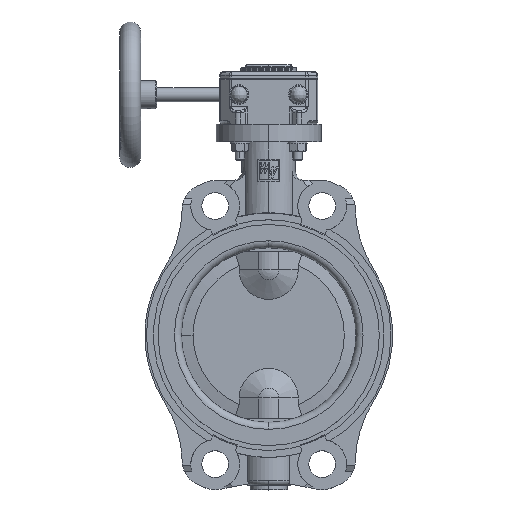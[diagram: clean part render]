
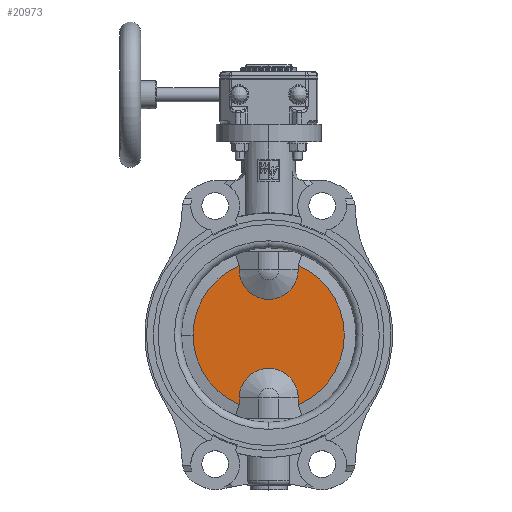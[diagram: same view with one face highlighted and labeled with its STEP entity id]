
A CAD part, top view. The second image highlights one B-rep face of the part: STEP entity #20973.
In plain terms, the highlighted planar face has unit normal (0, 0, 1).
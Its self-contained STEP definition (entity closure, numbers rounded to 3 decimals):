
#923 = EDGE_CURVE ( 'NONE', #40683, #40227, #51881, .T. ) ;
#2872 = EDGE_CURVE ( 'NONE', #68459, #11859, #91171, .T. ) ;
#6366 = CARTESIAN_POINT ( 'NONE',  ( -25.34, 56., 5. ) ) ;
#7197 = ORIENTED_EDGE ( 'NONE', *, *, #923, .T. ) ;
#8387 = CARTESIAN_POINT ( 'NONE',  ( -25.34, 0., 5. ) ) ;
#10515 = CARTESIAN_POINT ( 'NONE',  ( 0., 56., 5. ) ) ;
#11842 = CARTESIAN_POINT ( 'NONE',  ( -25.34, -59.81, 5. ) ) ;
#11859 = VERTEX_POINT ( 'NONE', #76275 ) ;
#15782 = DIRECTION ( 'NONE',  ( 0., 0., 1. ) ) ;
#16655 = AXIS2_PLACEMENT_3D ( 'NONE', #46520, #15782, #33597 ) ;
#17690 = CIRCLE ( 'NONE', #33003, 25.34 ) ;
#19184 = VERTEX_POINT ( 'NONE', #21919 ) ;
#20319 = ORIENTED_EDGE ( 'NONE', *, *, #76809, .F. ) ;
#20973 = ADVANCED_FACE ( 'NONE', ( #44487 ), #30898, .F. ) ;
#21919 = CARTESIAN_POINT ( 'NONE',  ( -64.956, 0., 5. ) ) ;
#22271 = CARTESIAN_POINT ( 'NONE',  ( 25.34, 0., 5. ) ) ;
#23071 = CARTESIAN_POINT ( 'NONE',  ( 25.34, 56., 5. ) ) ;
#25660 = CIRCLE ( 'NONE', #91249, 25.34 ) ;
#25865 = CARTESIAN_POINT ( 'NONE',  ( -25.34, -54., 5. ) ) ;
#28324 = CARTESIAN_POINT ( 'NONE',  ( -25.34, 0., 5. ) ) ;
#29419 = VERTEX_POINT ( 'NONE', #23071 ) ;
#30042 = VERTEX_POINT ( 'NONE', #11842 ) ;
#30898 = PLANE ( 'NONE',  #72185 ) ;
#33003 = AXIS2_PLACEMENT_3D ( 'NONE', #10515, #41163, #80120 ) ;
#33597 = DIRECTION ( 'NONE',  ( 1., 0., 0. ) ) ;
#35018 = EDGE_CURVE ( 'NONE', #19184, #30042, #76702, .T. ) ;
#35230 = ORIENTED_EDGE ( 'NONE', *, *, #35018, .T. ) ;
#36410 = CARTESIAN_POINT ( 'NONE',  ( 25.34, -54., 5. ) ) ;
#38436 = EDGE_CURVE ( 'NONE', #29419, #40227, #96109, .T. ) ;
#40227 = VERTEX_POINT ( 'NONE', #70176 ) ;
#40423 = LINE ( 'NONE', #77593, #51331 ) ;
#40683 = VERTEX_POINT ( 'NONE', #80356 ) ;
#41106 = ORIENTED_EDGE ( 'NONE', *, *, #95866, .T. ) ;
#41163 = DIRECTION ( 'NONE',  ( 0., 0., 1. ) ) ;
#43906 = VECTOR ( 'NONE', #55696, 1000. ) ;
#44487 = FACE_OUTER_BOUND ( 'NONE', #85024, .T. ) ;
#44648 = AXIS2_PLACEMENT_3D ( 'NONE', #50633, #89185, #73034 ) ;
#45779 = DIRECTION ( 'NONE',  ( 0., 1., 0. ) ) ;
#46520 = CARTESIAN_POINT ( 'NONE',  ( 0., 0., 5. ) ) ;
#46821 = DIRECTION ( 'NONE',  ( -1., 0., 0. ) ) ;
#50136 = CARTESIAN_POINT ( 'NONE',  ( 0., -54., 5. ) ) ;
#50499 = EDGE_CURVE ( 'NONE', #30042, #93187, #97264, .T. ) ;
#50633 = CARTESIAN_POINT ( 'NONE',  ( 0., 0., 5. ) ) ;
#51331 = VECTOR ( 'NONE', #45779, 1000. ) ;
#51881 = CIRCLE ( 'NONE', #16655, 64.956 ) ;
#51923 = AXIS2_PLACEMENT_3D ( 'NONE', #61995, #84608, #92038 ) ;
#55696 = DIRECTION ( 'NONE',  ( 0., 1., 0. ) ) ;
#56502 = VERTEX_POINT ( 'NONE', #36410 ) ;
#60190 = EDGE_CURVE ( 'NONE', #68459, #29419, #17690, .T. ) ;
#61995 = CARTESIAN_POINT ( 'NONE',  ( 0., 0., 5. ) ) ;
#62783 = ORIENTED_EDGE ( 'NONE', *, *, #38436, .F. ) ;
#66634 = DIRECTION ( 'NONE',  ( 0., 1., 0. ) ) ;
#67044 = VECTOR ( 'NONE', #66634, 1000. ) ;
#68167 = ORIENTED_EDGE ( 'NONE', *, *, #87399, .F. ) ;
#68459 = VERTEX_POINT ( 'NONE', #6366 ) ;
#70176 = CARTESIAN_POINT ( 'NONE',  ( 25.34, 59.81, 5. ) ) ;
#71113 = ORIENTED_EDGE ( 'NONE', *, *, #60190, .F. ) ;
#72185 = AXIS2_PLACEMENT_3D ( 'NONE', #93141, #85718, #46821 ) ;
#73034 = DIRECTION ( 'NONE',  ( 1., 0., 0. ) ) ;
#73507 = DIRECTION ( 'NONE',  ( -1., 0., 0. ) ) ;
#73839 = DIRECTION ( 'NONE',  ( 0., 0., 1. ) ) ;
#76275 = CARTESIAN_POINT ( 'NONE',  ( -25.34, 59.81, 5. ) ) ;
#76702 = CIRCLE ( 'NONE', #51923, 64.956 ) ;
#76809 = EDGE_CURVE ( 'NONE', #56502, #93187, #25660, .T. ) ;
#77593 = CARTESIAN_POINT ( 'NONE',  ( 25.34, 0., 5. ) ) ;
#80120 = DIRECTION ( 'NONE',  ( -1., 0., 0. ) ) ;
#80356 = CARTESIAN_POINT ( 'NONE',  ( 25.34, -59.81, 5. ) ) ;
#84608 = DIRECTION ( 'NONE',  ( 0., 0., 1. ) ) ;
#85024 = EDGE_LOOP ( 'NONE', ( #68167, #7197, #62783, #71113, #94017, #41106, #35230, #87124, #20319 ) ) ;
#85718 = DIRECTION ( 'NONE',  ( 0., 0., -1. ) ) ;
#87124 = ORIENTED_EDGE ( 'NONE', *, *, #50499, .T. ) ;
#87399 = EDGE_CURVE ( 'NONE', #40683, #56502, #40423, .T. ) ;
#89185 = DIRECTION ( 'NONE',  ( 0., 0., 1. ) ) ;
#90051 = VECTOR ( 'NONE', #99397, 1000. ) ;
#91171 = LINE ( 'NONE', #8387, #43906 ) ;
#91249 = AXIS2_PLACEMENT_3D ( 'NONE', #50136, #73839, #73507 ) ;
#92038 = DIRECTION ( 'NONE',  ( 1., 0., 0. ) ) ;
#93141 = CARTESIAN_POINT ( 'NONE',  ( -64.956, 0., 5. ) ) ;
#93187 = VERTEX_POINT ( 'NONE', #25865 ) ;
#94017 = ORIENTED_EDGE ( 'NONE', *, *, #2872, .T. ) ;
#95099 = CIRCLE ( 'NONE', #44648, 64.956 ) ;
#95866 = EDGE_CURVE ( 'NONE', #11859, #19184, #95099, .T. ) ;
#96109 = LINE ( 'NONE', #22271, #90051 ) ;
#97264 = LINE ( 'NONE', #28324, #67044 ) ;
#99397 = DIRECTION ( 'NONE',  ( 0., 1., 0. ) ) ;
